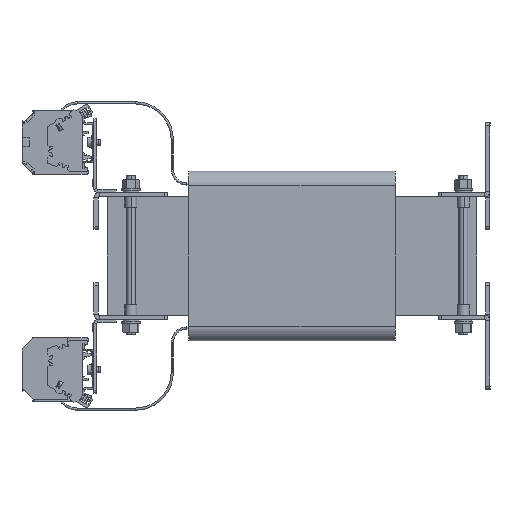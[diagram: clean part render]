
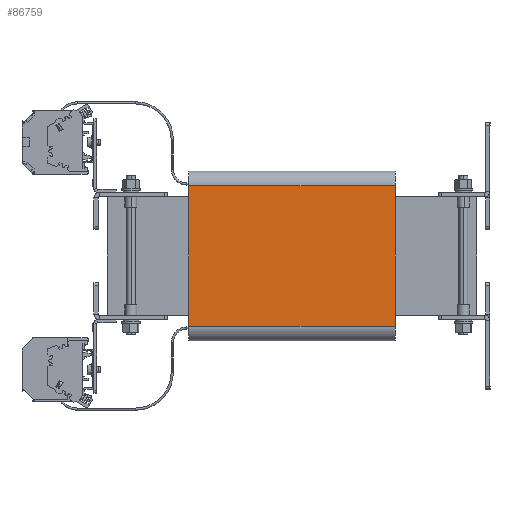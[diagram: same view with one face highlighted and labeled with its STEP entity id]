
A CAD part, left-side view. The second image highlights one B-rep face of the part: STEP entity #86759.
In plain terms, the highlighted planar face has unit normal (-1, 0, 0).
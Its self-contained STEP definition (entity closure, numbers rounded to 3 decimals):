
#168 = CARTESIAN_POINT ( 'NONE',  ( -98.75, -64.594, 47.389 ) ) ;
#3965 = CARTESIAN_POINT ( 'NONE',  ( -98.75, 75.406, 47.389 ) ) ;
#5236 = VECTOR ( 'NONE', #53233, 1000. ) ;
#6686 = LINE ( 'NONE', #101585, #24299 ) ;
#8640 = EDGE_CURVE ( 'NONE', #22295, #15046, #85755, .T. ) ;
#8650 = ORIENTED_EDGE ( 'NONE', *, *, #8640, .T. ) ;
#11253 = PLANE ( 'NONE',  #82641 ) ;
#15046 = VERTEX_POINT ( 'NONE', #168 ) ;
#19231 = ORIENTED_EDGE ( 'NONE', *, *, #23629, .T. ) ;
#21904 = CARTESIAN_POINT ( 'NONE',  ( -98.75, 75.406, -47.611 ) ) ;
#22295 = VERTEX_POINT ( 'NONE', #93483 ) ;
#22940 = VECTOR ( 'NONE', #70515, 1000. ) ;
#23629 = EDGE_CURVE ( 'NONE', #133204, #22295, #6686, .T. ) ;
#24299 = VECTOR ( 'NONE', #100877, 1000. ) ;
#31773 = VECTOR ( 'NONE', #86133, 1000. ) ;
#37222 = EDGE_LOOP ( 'NONE', ( #8650, #147269, #99838, #19231 ) ) ;
#40183 = CARTESIAN_POINT ( 'NONE',  ( -98.75, -64.594, 47.389 ) ) ;
#41337 = CARTESIAN_POINT ( 'NONE',  ( -98.75, 75.406, 47.389 ) ) ;
#44618 = CARTESIAN_POINT ( 'NONE',  ( -98.75, 75.406, 47.389 ) ) ;
#46690 = LINE ( 'NONE', #104553, #22940 ) ;
#52053 = EDGE_CURVE ( 'NONE', #128717, #15046, #46690, .T. ) ;
#53233 = DIRECTION ( 'NONE',  ( 0., 0., 1. ) ) ;
#59783 = FACE_OUTER_BOUND ( 'NONE', #37222, .T. ) ;
#70515 = DIRECTION ( 'NONE',  ( 0., -1., 0. ) ) ;
#82641 = AXIS2_PLACEMENT_3D ( 'NONE', #3965, #112026, #98169 ) ;
#85755 = LINE ( 'NONE', #40183, #5236 ) ;
#86133 = DIRECTION ( 'NONE',  ( 0., 0., 1. ) ) ;
#86759 = ADVANCED_FACE ( 'NONE', ( #59783 ), #11253, .F. ) ;
#93483 = CARTESIAN_POINT ( 'NONE',  ( -98.75, -64.594, -47.611 ) ) ;
#98169 = DIRECTION ( 'NONE',  ( 0., 0., -1. ) ) ;
#98657 = EDGE_CURVE ( 'NONE', #133204, #128717, #144757, .T. ) ;
#99838 = ORIENTED_EDGE ( 'NONE', *, *, #98657, .F. ) ;
#100877 = DIRECTION ( 'NONE',  ( 0., -1., 0. ) ) ;
#101585 = CARTESIAN_POINT ( 'NONE',  ( -98.75, 75.406, -47.611 ) ) ;
#104553 = CARTESIAN_POINT ( 'NONE',  ( -98.75, 75.406, 47.389 ) ) ;
#112026 = DIRECTION ( 'NONE',  ( 1., 0., 0. ) ) ;
#128717 = VERTEX_POINT ( 'NONE', #44618 ) ;
#133204 = VERTEX_POINT ( 'NONE', #21904 ) ;
#144757 = LINE ( 'NONE', #41337, #31773 ) ;
#147269 = ORIENTED_EDGE ( 'NONE', *, *, #52053, .F. ) ;
